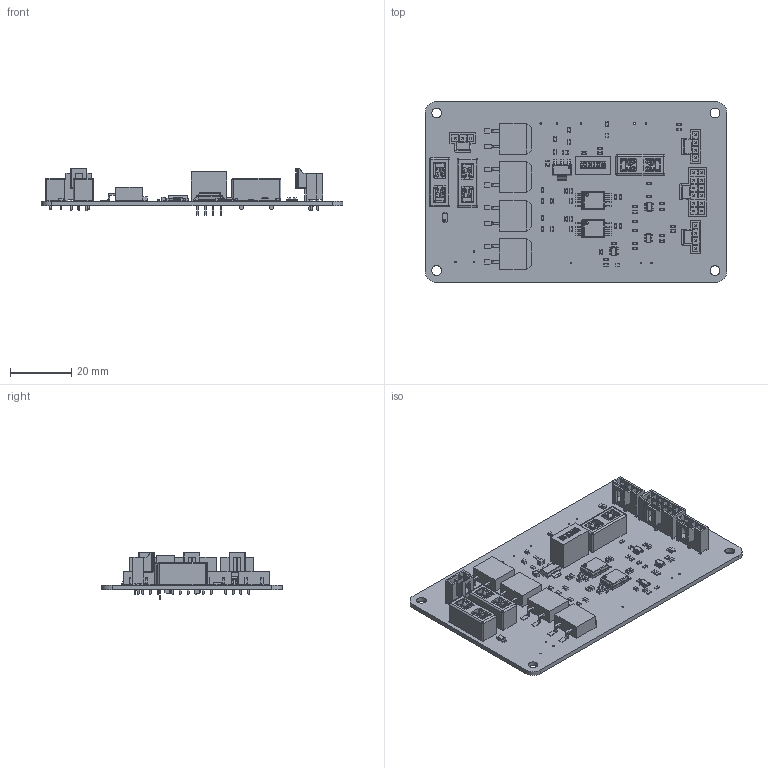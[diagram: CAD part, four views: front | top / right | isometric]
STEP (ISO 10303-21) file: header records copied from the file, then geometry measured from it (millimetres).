
FILE_DESCRIPTION(('KiCad electronic assembly'),'2;1');
FILE_NAME('ActivePrecharge RevB.step','2025-10-13T00:39:24',('Pcbnew'),( 'Kicad'),'Open CASCADE STEP processor 7.9','KiCad to STEP converter' ,'Unknown');
FILE_SCHEMA(('AUTOMOTIVE_DESIGN { 1 0 10303 214 1 1 1 1 }'));
Length unit declared in the file: millimetre
Products named in the file (39): ActivePrecharge RevB 1; R_0603_1608Metric; DBV0005A; BODY-SOT; LEAD-SOT; LEAD-DUMMY; C_0603_1608Metric; kicad_embedded_1D18DE29AEB2844DA71A8465699FF6A3; SOLID; COMPOUND; LED_0603_1608Metric; kicad_embedded_7D1E609F650C126ACB5D17C8A65A77F1; F3568-1; 3557_rev.C; pwr263s-35; AMC1350DWVR; BODY-SOIC; LEAD-DWV0008A; kicad_embedded_CE96924EEA0A825F2D1BBDAB1C330AA7; C_0805_2012Metric; ZXRE160AET5TA; Body; PinsArrayL; PinsArrayR; RM-3.305S; RM_potting; RM_case; RM_pin3(-Vout); RM_pin1(-Vin); RM_pin2(+Vin); RM_pin4(+Vout); RSX068MP2STR; ActivePrecharge RevB 1.45; kicad_embedded_9DAB2294BE8A47D06914838B12D3FFF0; ActivePrecharge RevB_PCB
Assembly tree (102 placements, depth 3):
  ActivePrecharge RevB 1
    R_0603_1608Metric  x22
    DBV0005A  x2
      BODY-SOT
      LEAD-SOT
      LEAD-DUMMY
    C_0603_1608Metric  x19
    kicad_embedded_1D18DE29AEB2844DA71A8465699FF6A3  x2
      SOLID
      COMPOUND
    LED_0603_1608Metric  x5
    kicad_embedded_7D1E609F650C126ACB5D17C8A65A77F1  x3
      F3568-1
      3557_rev.C
    pwr263s-35  x4
    AMC1350DWVR  x2
      BODY-SOIC
      LEAD-DWV0008A
    kicad_embedded_CE96924EEA0A825F2D1BBDAB1C330AA7
      SOLID
      COMPOUND
    C_0805_2012Metric  x2
    ZXRE160AET5TA
      Body
      PinsArrayL
      PinsArrayR
    RM-3.305S
      RM_potting
      RM_case
      RM_pin3(-Vout)
      RM_pin1(-Vin)
      RM_pin2(+Vin)
      RM_pin4(+Vout)
    RSX068MP2STR
    ActivePrecharge RevB 1.45
    kicad_embedded_9DAB2294BE8A47D06914838B12D3FFF0
      SOLID
      COMPOUND
    ActivePrecharge RevB_PCB
Bounding box: 98.36 x 58.95 x 15.03 mm (x, y, z)
Volume: 13820.2 mm3; surface area: 23036.5 mm2
Topology: 122 solids, 122 shells, 4297 faces, 11004 edges, 7130 vertices
Faces by surface type: plane 3061, cylinder 1072, sphere 108, torus 24, revolution 24, cone 8
Full cylindrical faces by diameter (mm): 0.2 x1, 0.5 x11, 0.83 x4, 1.2 x23, 1.3 x4, 1.6 x12, 3.2 x4
Entity records: 51522 total; most frequent: CARTESIAN_POINT 8802, DIRECTION 8124, ORIENTED_EDGE 8014, EDGE_CURVE 4007, LINE 3260, VECTOR 3260, VERTEX_POINT 2556, AXIS2_PLACEMENT_3D 2430
